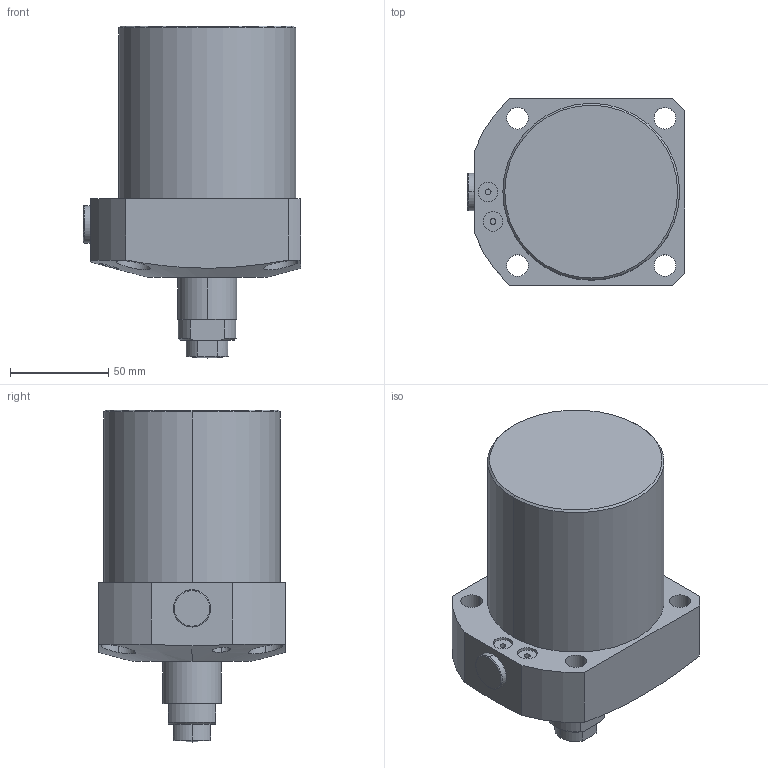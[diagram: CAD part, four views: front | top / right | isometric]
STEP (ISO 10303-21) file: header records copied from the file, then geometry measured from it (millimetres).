
FILE_DESCRIPTION (( 'STEP AP203' ), '1' );
FILE_NAME ('HSF-090AL-C.STEP', '2019-10-11T11:52:38', ( '微软用户' ), ( '微软中国' ), 'SwSTEP 2.0', 'SolidWorks 2012', '' );
FILE_SCHEMA (( 'CONFIG_CONTROL_DESIGN' ));
Length unit declared in the file: millimetre
Products named in the file (5): HSF-090AL埴芛蹟邡; HSF-090AL-C; HSF-090AL-C掛极; HSF-090AL活塞杆; HSF-075油塞
Assembly tree (4 placements, depth 2):
  HSF-090AL-C
    HSF-090AL-C掛极
    HSF-090AL活塞杆
    HSF-090AL埴芛蹟邡
    HSF-075油塞
Bounding box: 110.5 x 95 x 169 mm (x, y, z)
Volume: 923624.1 mm3; surface area: 73633.2 mm2
Topology: 4 solids, 4 shells, 104 faces, 230 edges, 145 vertices
Faces by surface type: cylinder 51, plane 31, cone 18, sphere 2, torus 2
Entity records: 3876 total; most frequent: CARTESIAN_POINT 994, DIRECTION 545, ORIENTED_EDGE 448, AXIS2_PLACEMENT_3D 230, EDGE_CURVE 224, VERTEX_POINT 145, EDGE_LOOP 129, CIRCLE 119
